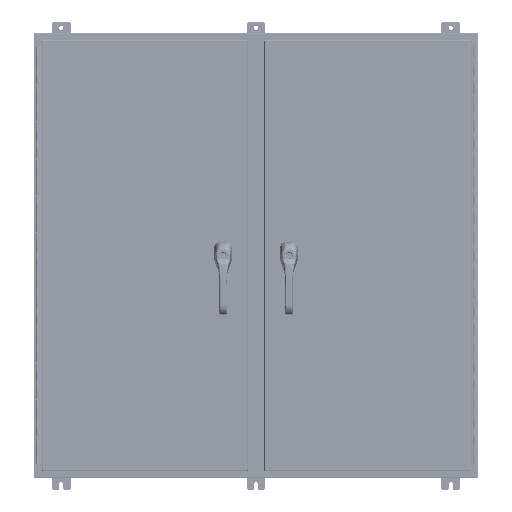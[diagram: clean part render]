
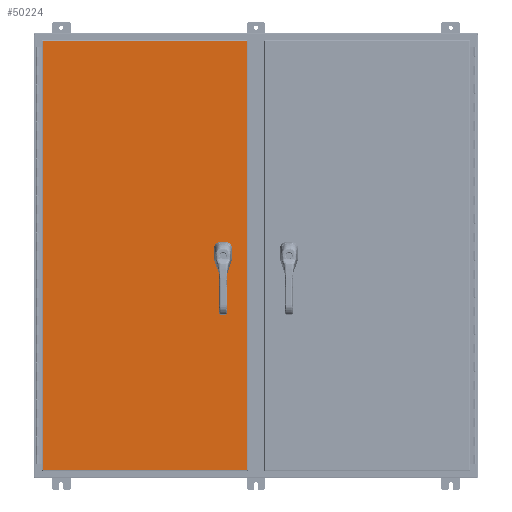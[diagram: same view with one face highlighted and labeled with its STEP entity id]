
A CAD part, top view. The second image highlights one B-rep face of the part: STEP entity #50224.
In plain terms, the highlighted planar face has unit normal (0, 0, 1).
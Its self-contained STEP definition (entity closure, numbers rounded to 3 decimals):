
#1217=FACE_BOUND('',#9637,.T.);
#1218=FACE_BOUND('',#9638,.T.);
#1219=FACE_BOUND('',#9639,.T.);
#1220=FACE_BOUND('',#9640,.T.);
#1666=CIRCLE('',#54274,0.453);
#1668=CIRCLE('',#54278,0.453);
#1670=CIRCLE('',#54282,0.453);
#1672=CIRCLE('',#54286,0.453);
#1673=CIRCLE('',#54288,0.14);
#1675=CIRCLE('',#54291,0.14);
#1677=CIRCLE('',#54294,0.14);
#6594=FACE_OUTER_BOUND('',#9636,.T.);
#9636=EDGE_LOOP('',(#34739,#34740,#34741,#34742));
#9637=EDGE_LOOP('',(#34743,#34744,#34745,#34746,#34747,#34748,#34749,#34750));
#9638=EDGE_LOOP('',(#34751));
#9639=EDGE_LOOP('',(#34752));
#9640=EDGE_LOOP('',(#34753));
#13034=LINE('',#80503,#16963);
#13038=LINE('',#80515,#16967);
#13042=LINE('',#80527,#16971);
#13046=LINE('',#80539,#16975);
#13051=LINE('',#80572,#16980);
#13063=LINE('',#80666,#16992);
#13078=LINE('',#80766,#17007);
#13093=LINE('',#80865,#17022);
#16963=VECTOR('',#61058,0.394);
#16967=VECTOR('',#61070,0.394);
#16971=VECTOR('',#61082,0.394);
#16975=VECTOR('',#61094,0.394);
#16980=VECTOR('',#61125,0.394);
#16992=VECTOR('',#61149,0.394);
#17007=VECTOR('',#61178,0.394);
#17022=VECTOR('',#61207,0.394);
#20835=VERTEX_POINT('',#80500);
#20836=VERTEX_POINT('',#80502);
#20838=VERTEX_POINT('',#80508);
#20840=VERTEX_POINT('',#80514);
#20842=VERTEX_POINT('',#80520);
#20844=VERTEX_POINT('',#80526);
#20846=VERTEX_POINT('',#80532);
#20848=VERTEX_POINT('',#80538);
#20849=VERTEX_POINT('',#80545);
#20851=VERTEX_POINT('',#80551);
#20853=VERTEX_POINT('',#80557);
#20855=VERTEX_POINT('',#80563);
#20856=VERTEX_POINT('',#80571);
#20864=VERTEX_POINT('',#80658);
#20874=VERTEX_POINT('',#80758);
#25914=EDGE_CURVE('',#20836,#20835,#13034,.T.);
#25917=EDGE_CURVE('',#20838,#20836,#1666,.T.);
#25920=EDGE_CURVE('',#20840,#20838,#13038,.T.);
#25923=EDGE_CURVE('',#20842,#20840,#1668,.T.);
#25926=EDGE_CURVE('',#20844,#20842,#13042,.T.);
#25929=EDGE_CURVE('',#20846,#20844,#1670,.T.);
#25932=EDGE_CURVE('',#20848,#20846,#13046,.T.);
#25935=EDGE_CURVE('',#20835,#20848,#1672,.T.);
#25936=EDGE_CURVE('',#20849,#20849,#1673,.T.);
#25939=EDGE_CURVE('',#20851,#20851,#1675,.T.);
#25942=EDGE_CURVE('',#20853,#20853,#1677,.T.);
#25946=EDGE_CURVE('',#20856,#20855,#13051,.T.);
#25962=EDGE_CURVE('',#20855,#20864,#13063,.T.);
#25981=EDGE_CURVE('',#20864,#20874,#13078,.T.);
#26000=EDGE_CURVE('',#20874,#20856,#13093,.T.);
#34739=ORIENTED_EDGE('',*,*,#25946,.T.);
#34740=ORIENTED_EDGE('',*,*,#25962,.T.);
#34741=ORIENTED_EDGE('',*,*,#25981,.T.);
#34742=ORIENTED_EDGE('',*,*,#26000,.T.);
#34743=ORIENTED_EDGE('',*,*,#25914,.T.);
#34744=ORIENTED_EDGE('',*,*,#25935,.T.);
#34745=ORIENTED_EDGE('',*,*,#25932,.T.);
#34746=ORIENTED_EDGE('',*,*,#25929,.T.);
#34747=ORIENTED_EDGE('',*,*,#25926,.T.);
#34748=ORIENTED_EDGE('',*,*,#25923,.T.);
#34749=ORIENTED_EDGE('',*,*,#25920,.T.);
#34750=ORIENTED_EDGE('',*,*,#25917,.T.);
#34751=ORIENTED_EDGE('',*,*,#25936,.T.);
#34752=ORIENTED_EDGE('',*,*,#25939,.T.);
#34753=ORIENTED_EDGE('',*,*,#25942,.T.);
#47567=PLANE('',#54323);
#50224=ADVANCED_FACE('',(#6594,#1217,#1218,#1219,#1220),#47567,.T.);
#54274=AXIS2_PLACEMENT_3D('',#80509,#61064,#61065);
#54278=AXIS2_PLACEMENT_3D('',#80521,#61076,#61077);
#54282=AXIS2_PLACEMENT_3D('',#80533,#61088,#61089);
#54286=AXIS2_PLACEMENT_3D('',#80543,#61100,#61101);
#54288=AXIS2_PLACEMENT_3D('',#80546,#61104,#61105);
#54291=AXIS2_PLACEMENT_3D('',#80552,#61111,#61112);
#54294=AXIS2_PLACEMENT_3D('',#80558,#61118,#61119);
#54323=AXIS2_PLACEMENT_3D('',#80951,#61232,#61233);
#61058=DIRECTION('',(0.,-1.,0.));
#61064=DIRECTION('center_axis',(0.,0.,-1.));
#61065=DIRECTION('ref_axis',(0.882,0.471,0.));
#61070=DIRECTION('',(1.,0.,0.));
#61076=DIRECTION('center_axis',(0.,0.,-1.));
#61077=DIRECTION('ref_axis',(-0.471,0.882,0.));
#61082=DIRECTION('',(0.,1.,0.));
#61088=DIRECTION('center_axis',(0.,0.,-1.));
#61089=DIRECTION('ref_axis',(-0.882,-0.471,0.));
#61094=DIRECTION('',(-1.,0.,0.));
#61100=DIRECTION('center_axis',(0.,0.,-1.));
#61101=DIRECTION('ref_axis',(0.471,-0.882,0.));
#61104=DIRECTION('center_axis',(0.,0.,-1.));
#61105=DIRECTION('ref_axis',(-1.,0.,0.));
#61111=DIRECTION('center_axis',(0.,0.,-1.));
#61112=DIRECTION('ref_axis',(-1.,0.,0.));
#61118=DIRECTION('center_axis',(0.,0.,-1.));
#61119=DIRECTION('ref_axis',(-1.,0.,0.));
#61125=DIRECTION('',(0.,-1.,0.));
#61149=DIRECTION('',(1.,0.,0.));
#61178=DIRECTION('',(0.,1.,0.));
#61207=DIRECTION('',(-1.,0.,0.));
#61232=DIRECTION('center_axis',(0.,0.,1.));
#61233=DIRECTION('ref_axis',(1.,0.,0.));
#80500=CARTESIAN_POINT('',(8.857,-0.214,0.074));
#80502=CARTESIAN_POINT('',(8.857,0.214,0.074));
#80503=CARTESIAN_POINT('',(8.857,-0.107,0.074));
#80508=CARTESIAN_POINT('',(8.671,0.4,0.074));
#80509=CARTESIAN_POINT('Origin',(8.457,0.,
0.074));
#80514=CARTESIAN_POINT('',(8.244,0.4,0.074));
#80515=CARTESIAN_POINT('',(4.335,0.4,0.074));
#80520=CARTESIAN_POINT('',(8.058,0.214,0.074));
#80521=CARTESIAN_POINT('Origin',(8.457,0.,0.074));
#80526=CARTESIAN_POINT('',(8.058,-0.214,0.074));
#80527=CARTESIAN_POINT('',(8.058,0.107,0.074));
#80532=CARTESIAN_POINT('',(8.244,-0.4,0.074));
#80533=CARTESIAN_POINT('Origin',(8.457,0.,
0.074));
#80538=CARTESIAN_POINT('',(8.671,-0.4,0.074));
#80539=CARTESIAN_POINT('',(4.122,-0.4,0.074));
#80543=CARTESIAN_POINT('Origin',(8.457,0.,0.074));
#80545=CARTESIAN_POINT('',(8.597,0.885,0.074));
#80546=CARTESIAN_POINT('Origin',(8.457,0.885,0.074));
#80551=CARTESIAN_POINT('',(8.597,-0.886,0.074));
#80552=CARTESIAN_POINT('Origin',(8.457,-0.886,0.074));
#80557=CARTESIAN_POINT('',(8.597,-1.378,0.074));
#80558=CARTESIAN_POINT('Origin',(8.457,-1.378,0.074));
#80563=CARTESIAN_POINT('',(-11.02,-23.145,0.074));
#80571=CARTESIAN_POINT('',(-11.02,23.145,0.074));
#80572=CARTESIAN_POINT('',(-11.02,11.572,0.074));
#80658=CARTESIAN_POINT('',(11.02,-23.145,0.074));
#80666=CARTESIAN_POINT('',(-5.51,-23.145,0.074));
#80758=CARTESIAN_POINT('',(11.02,23.145,0.074));
#80766=CARTESIAN_POINT('',(11.02,-11.572,0.074));
#80865=CARTESIAN_POINT('',(5.51,23.145,0.074));
#80951=CARTESIAN_POINT('Origin',(0.,0.,
0.074));
